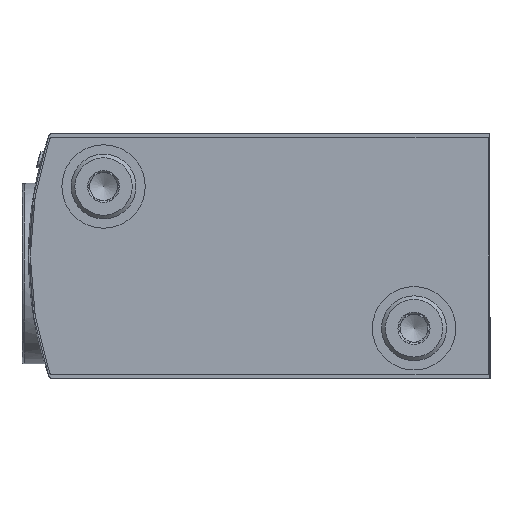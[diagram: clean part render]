
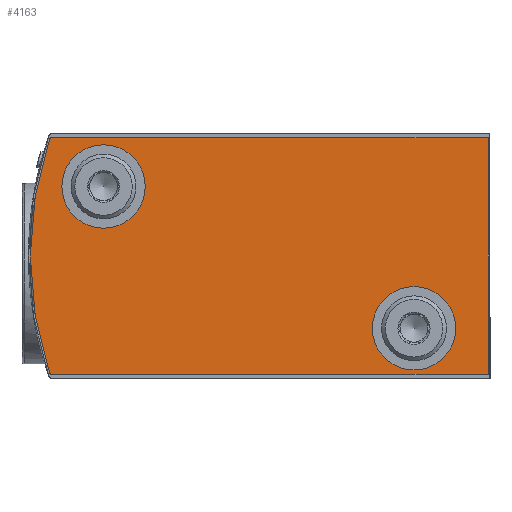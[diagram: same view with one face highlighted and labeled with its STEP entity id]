
A CAD part, left-side view. The second image highlights one B-rep face of the part: STEP entity #4163.
In plain terms, the highlighted planar face has unit normal (-1, 0, 0).
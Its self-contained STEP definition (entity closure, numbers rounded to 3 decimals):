
#503=LINE('',#7056,#857);
#506=LINE('',#7062,#860);
#509=LINE('',#7068,#863);
#857=VECTOR('',#5747,1000.);
#860=VECTOR('',#5752,1000.);
#863=VECTOR('',#5757,1000.);
#1895=ORIENTED_EDGE('',*,*,#2526,.T.);
#1896=ORIENTED_EDGE('',*,*,#2527,.T.);
#1897=ORIENTED_EDGE('',*,*,#2510,.F.);
#1898=ORIENTED_EDGE('',*,*,#2505,.F.);
#1899=ORIENTED_EDGE('',*,*,#2522,.F.);
#1900=ORIENTED_EDGE('',*,*,#2519,.F.);
#1901=ORIENTED_EDGE('',*,*,#2516,.F.);
#1902=ORIENTED_EDGE('',*,*,#2513,.F.);
#2505=EDGE_CURVE('',#2924,#2925,#3133,.T.);
#2510=EDGE_CURVE('',#2925,#2929,#3135,.T.);
#2513=EDGE_CURVE('',#2929,#2931,#503,.T.);
#2516=EDGE_CURVE('',#2931,#2933,#506,.T.);
#2519=EDGE_CURVE('',#2933,#2935,#509,.T.);
#2522=EDGE_CURVE('',#2935,#2924,#3137,.T.);
#2526=EDGE_CURVE('',#2939,#2939,#3141,.T.);
#2527=EDGE_CURVE('',#2940,#2940,#3142,.T.);
#2924=VERTEX_POINT('',#7030);
#2925=VERTEX_POINT('',#7031);
#2929=VERTEX_POINT('',#7051);
#2931=VERTEX_POINT('',#7057);
#2933=VERTEX_POINT('',#7063);
#2935=VERTEX_POINT('',#7069);
#2939=VERTEX_POINT('',#7083);
#2940=VERTEX_POINT('',#7085);
#3133=CIRCLE('',#4601,39.5);
#3135=CIRCLE('',#4604,0.2);
#3137=CIRCLE('',#4610,0.2);
#3141=CIRCLE('',#4616,4.5);
#3142=CIRCLE('',#4617,4.5);
#3431=EDGE_LOOP('',(#1895));
#3432=EDGE_LOOP('',(#1896));
#3433=EDGE_LOOP('',(#1897,#1898,#1899,#1900,#1901,#1902));
#3758=FACE_BOUND('',#3431,.T.);
#3759=FACE_BOUND('',#3432,.T.);
#3760=FACE_BOUND('',#3433,.T.);
#3940=PLANE('',#4615);
#4163=ADVANCED_FACE('',(#3758,#3759,#3760),#3940,.F.);
#4601=AXIS2_PLACEMENT_3D('',#7029,#5732,#5733);
#4604=AXIS2_PLACEMENT_3D('',#7050,#5740,#5741);
#4610=AXIS2_PLACEMENT_3D('',#7074,#5762,#5763);
#4615=AXIS2_PLACEMENT_3D('',#7081,#5772,#5773);
#4616=AXIS2_PLACEMENT_3D('',#7082,#5774,#5775);
#4617=AXIS2_PLACEMENT_3D('',#7084,#5776,#5777);
#5732=DIRECTION('',(1.,0.,0.));
#5733=DIRECTION('',(0.,0.,-1.));
#5740=DIRECTION('',(1.,0.,0.));
#5741=DIRECTION('',(0.,0.,-1.));
#5747=DIRECTION('',(0.,-1.,0.));
#5752=DIRECTION('',(0.,0.,-1.));
#5757=DIRECTION('',(0.,1.,0.));
#5762=DIRECTION('',(1.,0.,0.));
#5763=DIRECTION('',(0.,0.,-1.));
#5772=DIRECTION('',(1.,0.,0.));
#5773=DIRECTION('',(0.,0.,-1.));
#5774=DIRECTION('',(1.,0.,0.));
#5775=DIRECTION('',(0.,0.,-1.));
#5776=DIRECTION('',(1.,0.,0.));
#5777=DIRECTION('',(0.,0.,-1.));
#7029=CARTESIAN_POINT('',(0.,10.1,0.));
#7030=CARTESIAN_POINT('',(0.,47.532,-12.614));
#7031=CARTESIAN_POINT('',(0.,47.532,12.614));
#7050=CARTESIAN_POINT('',(0.,47.342,12.55));
#7051=CARTESIAN_POINT('',(0.,47.342,12.75));
#7056=CARTESIAN_POINT('',(0.,47.342,12.75));
#7057=CARTESIAN_POINT('',(0.,0.2,12.75));
#7062=CARTESIAN_POINT('',(0.,0.2,12.75));
#7063=CARTESIAN_POINT('',(0.,0.2,-12.75));
#7068=CARTESIAN_POINT('',(0.,0.2,-12.75));
#7069=CARTESIAN_POINT('',(0.,47.342,-12.75));
#7074=CARTESIAN_POINT('',(0.,47.342,-12.55));
#7081=CARTESIAN_POINT('',(0.,47.342,12.55));
#7082=CARTESIAN_POINT('',(0.,41.7,7.5));
#7083=CARTESIAN_POINT('',(0.,41.7,3.));
#7084=CARTESIAN_POINT('',(0.,8.2,-7.8));
#7085=CARTESIAN_POINT('',(0.,8.2,-12.3));
